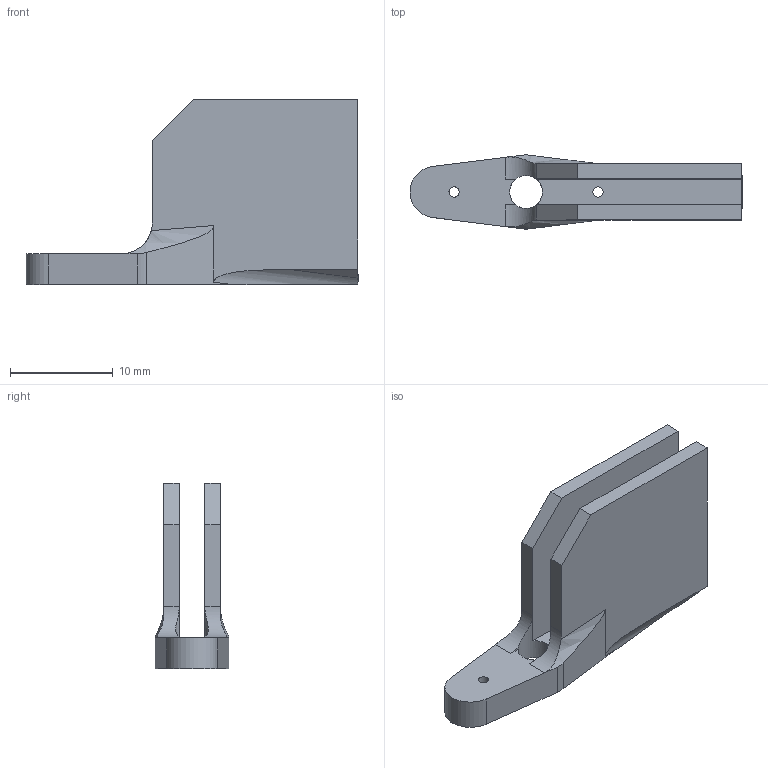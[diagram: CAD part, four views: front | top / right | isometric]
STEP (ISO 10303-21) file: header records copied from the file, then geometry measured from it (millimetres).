
FILE_DESCRIPTION (( 'STEP AP214' ), '1' );
FILE_NAME ('HornGripper.STEP', '2019-09-17T04:49:09', ( '' ), ( '' ), 'SwSTEP 2.0', 'SolidWorks 2017', '' );
FILE_SCHEMA (( 'AUTOMOTIVE_DESIGN' ));
Length unit declared in the file: millimetre
Products named in the file (1): HornGripper
Bounding box: 32.29 x 7.19 x 18 mm (x, y, z)
Volume: 1321.8 mm3; surface area: 1869.4 mm2
Topology: 1 solids, 1 shells, 56 faces, 152 edges, 98 vertices
Faces by surface type: plane 31, cylinder 18, cone 5, bspline 2
Entity records: 1910 total; most frequent: CARTESIAN_POINT 461, ORIENTED_EDGE 304, DIRECTION 286, EDGE_CURVE 152, VERTEX_POINT 98, VECTOR 96, LINE 96, AXIS2_PLACEMENT_3D 95
